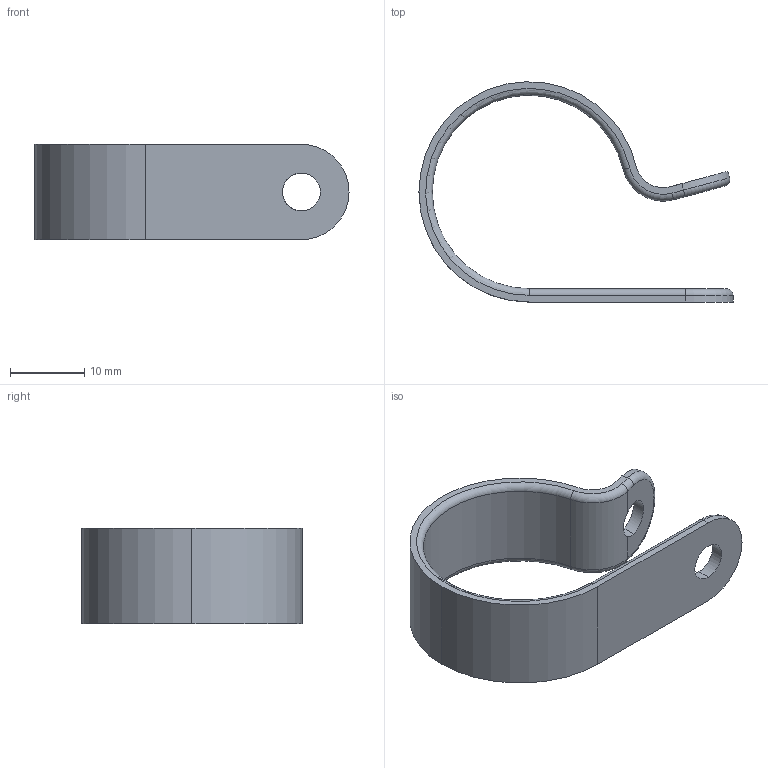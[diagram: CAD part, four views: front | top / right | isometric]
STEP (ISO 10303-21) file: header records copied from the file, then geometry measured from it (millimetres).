
FILE_DESCRIPTION (( 'STEP AP203' ), '1' );
FILE_NAME ('CP-260-16.STEP', '2016-02-16T08:15:35', ( '' ), ( '' ), 'SwSTEP 2.0', 'SolidWorks 2012', '' );
FILE_SCHEMA (( 'CONFIG_CONTROL_DESIGN' ));
Length unit declared in the file: millimetre
Products named in the file (1): CP-260-16
Bounding box: 42.2 x 29.59 x 12.8 mm (x, y, z)
Volume: 2243.5 mm3; surface area: 2913.2 mm2
Topology: 1 solids, 1 shells, 32 faces, 84 edges, 52 vertices
Faces by surface type: cylinder 18, torus 8, plane 6
Entity records: 1103 total; most frequent: CARTESIAN_POINT 213, DIRECTION 186, ORIENTED_EDGE 168, EDGE_CURVE 84, AXIS2_PLACEMENT_3D 77, VERTEX_POINT 52, CIRCLE 44, EDGE_LOOP 34
